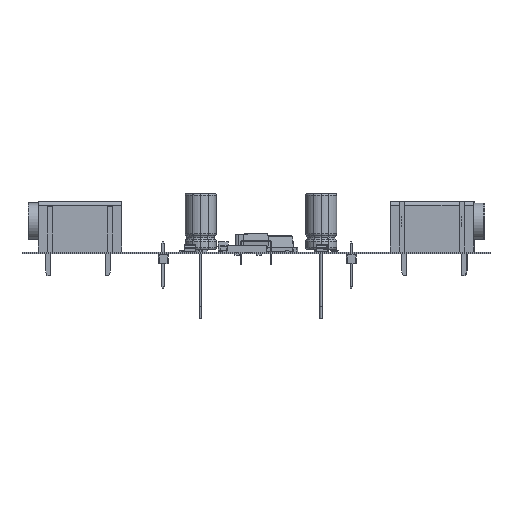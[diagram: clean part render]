
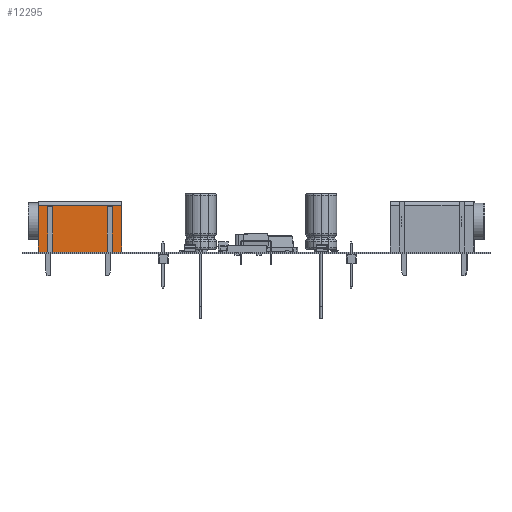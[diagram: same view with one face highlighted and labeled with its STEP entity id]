
A CAD part, front view. The second image highlights one B-rep face of the part: STEP entity #12295.
In plain terms, the highlighted face is planar.
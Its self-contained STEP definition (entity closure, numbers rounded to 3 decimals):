
#11644 = VERTEX_POINT('',#11645);
#11645 = CARTESIAN_POINT('',(9.4,0.,-5.05));
#11756 = VERTEX_POINT('',#11757);
#11757 = CARTESIAN_POINT('',(-12.,0.,-5.05));
#11763 = EDGE_CURVE('',#11756,#11764,#11766,.T.);
#11764 = VERTEX_POINT('',#11765);
#11765 = CARTESIAN_POINT('',(-9.6,0.,-5.05));
#11766 = LINE('',#11767,#11768);
#11767 = CARTESIAN_POINT('',(-12.,0.,-5.05));
#11768 = VECTOR('',#11769,1.);
#11769 = DIRECTION('',(1.,0.,0.));
#11788 = VERTEX_POINT('',#11789);
#11789 = CARTESIAN_POINT('',(-8.3,0.,-5.05));
#11795 = EDGE_CURVE('',#11788,#11796,#11798,.T.);
#11796 = VERTEX_POINT('',#11797);
#11797 = CARTESIAN_POINT('',(5.7,0.,-5.05));
#11798 = LINE('',#11799,#11800);
#11799 = CARTESIAN_POINT('',(-12.,0.,-5.05));
#11800 = VECTOR('',#11801,1.);
#11801 = DIRECTION('',(1.,0.,0.));
#11820 = VERTEX_POINT('',#11821);
#11821 = CARTESIAN_POINT('',(7.,0.,-5.05));
#11827 = EDGE_CURVE('',#11820,#11644,#11828,.T.);
#11828 = LINE('',#11829,#11830);
#11829 = CARTESIAN_POINT('',(-12.,0.,-5.05));
#11830 = VECTOR('',#11831,1.);
#11831 = DIRECTION('',(1.,0.,0.));
#12009 = VERTEX_POINT('',#12010);
#12010 = CARTESIAN_POINT('',(-12.,12.,-5.05));
#12017 = EDGE_CURVE('',#12009,#11756,#12018,.T.);
#12018 = LINE('',#12019,#12020);
#12019 = CARTESIAN_POINT('',(-12.,13.,-5.05));
#12020 = VECTOR('',#12021,1.);
#12021 = DIRECTION('',(0.,-1.,0.));
#12036 = EDGE_CURVE('',#11644,#12037,#12039,.T.);
#12037 = VERTEX_POINT('',#12038);
#12038 = CARTESIAN_POINT('',(9.4,12.,-5.05));
#12039 = LINE('',#12040,#12041);
#12040 = CARTESIAN_POINT('',(9.4,13.,-5.05));
#12041 = VECTOR('',#12042,1.);
#12042 = DIRECTION('',(0.,1.,0.));
#12295 = ADVANCED_FACE('',(#12296),#12353,.F.);
#12296 = FACE_BOUND('',#12297,.T.);
#12297 = EDGE_LOOP('',(#12298,#12308,#12314,#12315,#12316,#12322,#12323,
    #12324,#12332,#12340,#12346,#12347));
#12298 = ORIENTED_EDGE('',*,*,#12299,.T.);
#12299 = EDGE_CURVE('',#12300,#12302,#12304,.T.);
#12300 = VERTEX_POINT('',#12301);
#12301 = CARTESIAN_POINT('',(-8.3,11.6,-5.05));
#12302 = VERTEX_POINT('',#12303);
#12303 = CARTESIAN_POINT('',(-9.6,11.6,-5.05));
#12304 = LINE('',#12305,#12306);
#12305 = CARTESIAN_POINT('',(-8.3,11.6,-5.05));
#12306 = VECTOR('',#12307,1.);
#12307 = DIRECTION('',(-1.,0.,0.));
#12308 = ORIENTED_EDGE('',*,*,#12309,.T.);
#12309 = EDGE_CURVE('',#12302,#11764,#12310,.T.);
#12310 = LINE('',#12311,#12312);
#12311 = CARTESIAN_POINT('',(-9.6,0.,-5.05));
#12312 = VECTOR('',#12313,1.);
#12313 = DIRECTION('',(0.,-1.,0.));
#12314 = ORIENTED_EDGE('',*,*,#11763,.F.);
#12315 = ORIENTED_EDGE('',*,*,#12017,.F.);
#12316 = ORIENTED_EDGE('',*,*,#12317,.T.);
#12317 = EDGE_CURVE('',#12009,#12037,#12318,.T.);
#12318 = LINE('',#12319,#12320);
#12319 = CARTESIAN_POINT('',(0.,12.,-5.05));
#12320 = VECTOR('',#12321,1.);
#12321 = DIRECTION('',(1.,0.,0.));
#12322 = ORIENTED_EDGE('',*,*,#12036,.F.);
#12323 = ORIENTED_EDGE('',*,*,#11827,.F.);
#12324 = ORIENTED_EDGE('',*,*,#12325,.T.);
#12325 = EDGE_CURVE('',#11820,#12326,#12328,.T.);
#12326 = VERTEX_POINT('',#12327);
#12327 = CARTESIAN_POINT('',(7.,11.6,-5.05));
#12328 = LINE('',#12329,#12330);
#12329 = CARTESIAN_POINT('',(7.,0.,-5.05));
#12330 = VECTOR('',#12331,1.);
#12331 = DIRECTION('',(0.,1.,0.));
#12332 = ORIENTED_EDGE('',*,*,#12333,.T.);
#12333 = EDGE_CURVE('',#12326,#12334,#12336,.T.);
#12334 = VERTEX_POINT('',#12335);
#12335 = CARTESIAN_POINT('',(5.7,11.6,-5.05));
#12336 = LINE('',#12337,#12338);
#12337 = CARTESIAN_POINT('',(5.7,11.6,-5.05));
#12338 = VECTOR('',#12339,1.);
#12339 = DIRECTION('',(-1.,0.,0.));
#12340 = ORIENTED_EDGE('',*,*,#12341,.T.);
#12341 = EDGE_CURVE('',#12334,#11796,#12342,.T.);
#12342 = LINE('',#12343,#12344);
#12343 = CARTESIAN_POINT('',(5.7,0.,-5.05));
#12344 = VECTOR('',#12345,1.);
#12345 = DIRECTION('',(0.,-1.,0.));
#12346 = ORIENTED_EDGE('',*,*,#11795,.F.);
#12347 = ORIENTED_EDGE('',*,*,#12348,.T.);
#12348 = EDGE_CURVE('',#11788,#12300,#12349,.T.);
#12349 = LINE('',#12350,#12351);
#12350 = CARTESIAN_POINT('',(-8.3,0.,-5.05));
#12351 = VECTOR('',#12352,1.);
#12352 = DIRECTION('',(0.,1.,0.));
#12353 = PLANE('',#12354);
#12354 = AXIS2_PLACEMENT_3D('',#12355,#12356,#12357);
#12355 = CARTESIAN_POINT('',(0.,0.,-5.05));
#12356 = DIRECTION('',(0.,0.,1.));
#12357 = DIRECTION('',(1.,0.,0.));
